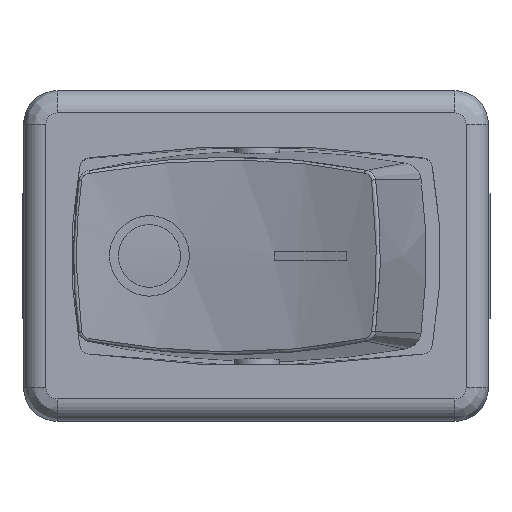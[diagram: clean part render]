
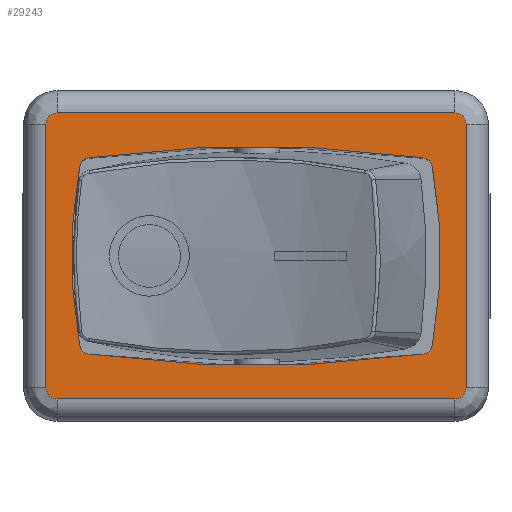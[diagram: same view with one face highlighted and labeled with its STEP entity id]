
A CAD part, top view. The second image highlights one B-rep face of the part: STEP entity #29243.
In plain terms, the highlighted planar face has unit normal (0, 0, 1).
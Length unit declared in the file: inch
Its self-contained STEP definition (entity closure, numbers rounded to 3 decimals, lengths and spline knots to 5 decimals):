
#3095=CARTESIAN_POINT('',(0.29401,0.17305,0.62992));
#3096=VERTEX_POINT('',#3095);
#3103=CARTESIAN_POINT('',(-0.29401,0.17305,0.62992));
#3104=VERTEX_POINT('',#3103);
#3105=CARTESIAN_POINT('',(0.,-1.97226,0.62992));
#3106=DIRECTION('',(0.0,0.0,-1.0));
#3107=DIRECTION('',(-0.136,-0.991,0.0));
#3108=AXIS2_PLACEMENT_3D('',#3105,#3106,#3107);
#3109=CIRCLE('',#3108,2.16535);
#3110=EDGE_CURVE('',#3104,#3096,#3109,.T.);
#3184=CARTESIAN_POINT('',(-0.29401,-0.17305,0.62992));
#3185=VERTEX_POINT('',#3184);
#3192=CARTESIAN_POINT('',(0.29401,-0.17305,0.62992));
#3193=VERTEX_POINT('',#3192);
#3194=CARTESIAN_POINT('',(0.,1.97226,0.62992));
#3195=DIRECTION('',(0.0,0.0,-1.0));
#3196=DIRECTION('',(0.136,0.991,0.0));
#3197=AXIS2_PLACEMENT_3D('',#3194,#3195,#3196);
#3198=CIRCLE('',#3197,2.16535);
#3199=EDGE_CURVE('',#3193,#3185,#3198,.T.);
#28502=CARTESIAN_POINT('',(-0.3107,0.15711,0.62992));
#28503=VERTEX_POINT('',#28502);
#28504=CARTESIAN_POINT('',(-0.29134,0.15354,0.62992));
#28505=DIRECTION('',(0.0,0.0,-1.0));
#28506=DIRECTION('',(0.136,-0.991,0.0));
#28507=AXIS2_PLACEMENT_3D('',#28504,#28505,#28506);
#28508=CIRCLE('',#28507,0.01969);
#28509=EDGE_CURVE('',#28503,#3104,#28508,.T.);
#28535=CARTESIAN_POINT('',(-0.3107,-0.15711,0.62992));
#28536=VERTEX_POINT('',#28535);
#28537=CARTESIAN_POINT('',(0.54108,0.,0.62992));
#28538=DIRECTION('',(0.0,0.0,-1.0));
#28539=DIRECTION('',(0.983,-0.181,0.0));
#28540=AXIS2_PLACEMENT_3D('',#28537,#28538,#28539);
#28541=CIRCLE('',#28540,0.86614);
#28542=EDGE_CURVE('',#28536,#28503,#28541,.T.);
#28566=CARTESIAN_POINT('',(-0.29134,-0.15354,0.62992));
#28567=DIRECTION('',(0.0,0.0,-1.0));
#28568=DIRECTION('',(0.983,0.181,0.0));
#28569=AXIS2_PLACEMENT_3D('',#28566,#28567,#28568);
#28570=CIRCLE('',#28569,0.01969);
#28571=EDGE_CURVE('',#3185,#28536,#28570,.T.);
#28592=CARTESIAN_POINT('',(0.3107,-0.15711,0.62992));
#28593=VERTEX_POINT('',#28592);
#28594=CARTESIAN_POINT('',(0.29134,-0.15354,0.62992));
#28595=DIRECTION('',(0.0,0.0,-1.0));
#28596=DIRECTION('',(-0.136,0.991,0.0));
#28597=AXIS2_PLACEMENT_3D('',#28594,#28595,#28596);
#28598=CIRCLE('',#28597,0.01969);
#28599=EDGE_CURVE('',#28593,#3193,#28598,.T.);
#28625=CARTESIAN_POINT('',(0.3107,0.15711,0.62992));
#28626=VERTEX_POINT('',#28625);
#28627=CARTESIAN_POINT('',(-0.54108,0.,0.62992));
#28628=DIRECTION('',(0.0,0.0,-1.0));
#28629=DIRECTION('',(-0.983,0.181,0.0));
#28630=AXIS2_PLACEMENT_3D('',#28627,#28628,#28629);
#28631=CIRCLE('',#28630,0.86614);
#28632=EDGE_CURVE('',#28626,#28593,#28631,.T.);
#28656=CARTESIAN_POINT('',(0.29134,0.15354,0.62992));
#28657=DIRECTION('',(0.0,0.0,-1.0));
#28658=DIRECTION('',(-0.983,-0.181,0.0));
#28659=AXIS2_PLACEMENT_3D('',#28656,#28657,#28658);
#28660=CIRCLE('',#28659,0.01969);
#28661=EDGE_CURVE('',#3096,#28626,#28660,.T.);
#28696=CARTESIAN_POINT('',(-0.37008,-0.23228,0.62992));
#28697=VERTEX_POINT('',#28696);
#28705=CARTESIAN_POINT('',(-0.37008,0.23228,0.62992));
#28706=VERTEX_POINT('',#28705);
#28707=CARTESIAN_POINT('',(-0.37008,-0.23228,0.62992));
#28708=DIRECTION('',(0.0,1.0,0.0));
#28709=VECTOR('',#28708,0.46457);
#28710=LINE('',#28707,#28709);
#28711=EDGE_CURVE('',#28697,#28706,#28710,.T.);
#28786=CARTESIAN_POINT('',(-0.35039,-0.25197,0.62992));
#28787=VERTEX_POINT('',#28786);
#28795=CARTESIAN_POINT('',(-0.35039,-0.23228,0.62992));
#28796=DIRECTION('',(0.0,0.0,-1.0));
#28797=DIRECTION('',(-0.707,-0.707,0.0));
#28798=AXIS2_PLACEMENT_3D('',#28795,#28796,#28797);
#28799=CIRCLE('',#28798,0.01969);
#28800=EDGE_CURVE('',#28787,#28697,#28799,.T.);
#28866=CARTESIAN_POINT('',(-0.35039,0.25197,0.62992));
#28867=VERTEX_POINT('',#28866);
#28885=CARTESIAN_POINT('',(-0.35039,0.23228,0.62992));
#28886=DIRECTION('',(0.0,0.0,-1.0));
#28887=DIRECTION('',(-0.707,0.707,0.0));
#28888=AXIS2_PLACEMENT_3D('',#28885,#28886,#28887);
#28889=CIRCLE('',#28888,0.01969);
#28890=EDGE_CURVE('',#28706,#28867,#28889,.T.);
#28902=CARTESIAN_POINT('',(0.35039,-0.25197,0.62992));
#28903=VERTEX_POINT('',#28902);
#28911=CARTESIAN_POINT('',(0.35039,-0.25197,0.62992));
#28912=DIRECTION('',(-1.0,0.0,0.0));
#28913=VECTOR('',#28912,0.70079);
#28914=LINE('',#28911,#28913);
#28915=EDGE_CURVE('',#28903,#28787,#28914,.T.);
#28932=CARTESIAN_POINT('',(0.35039,0.25197,0.62992));
#28933=VERTEX_POINT('',#28932);
#28950=CARTESIAN_POINT('',(-0.35039,0.25197,0.62992));
#28951=DIRECTION('',(1.0,0.0,0.0));
#28952=VECTOR('',#28951,0.70079);
#28953=LINE('',#28950,#28952);
#28954=EDGE_CURVE('',#28867,#28933,#28953,.T.);
#29014=CARTESIAN_POINT('',(0.37008,-0.23228,0.62992));
#29015=VERTEX_POINT('',#29014);
#29023=CARTESIAN_POINT('',(0.35039,-0.23228,0.62992));
#29024=DIRECTION('',(0.0,0.0,-1.0));
#29025=DIRECTION('',(0.707,-0.707,0.0));
#29026=AXIS2_PLACEMENT_3D('',#29023,#29024,#29025);
#29027=CIRCLE('',#29026,0.01969);
#29028=EDGE_CURVE('',#29015,#28903,#29027,.T.);
#29094=CARTESIAN_POINT('',(0.37008,0.23228,0.62992));
#29095=VERTEX_POINT('',#29094);
#29113=CARTESIAN_POINT('',(0.35039,0.23228,0.62992));
#29114=DIRECTION('',(0.0,0.0,-1.0));
#29115=DIRECTION('',(0.707,0.707,0.0));
#29116=AXIS2_PLACEMENT_3D('',#29113,#29114,#29115);
#29117=CIRCLE('',#29116,0.01969);
#29118=EDGE_CURVE('',#28933,#29095,#29117,.T.);
#29136=CARTESIAN_POINT('',(0.37008,0.23228,0.62992));
#29137=DIRECTION('',(0.0,-1.0,0.0));
#29138=VECTOR('',#29137,0.46457);
#29139=LINE('',#29136,#29138);
#29140=EDGE_CURVE('',#29095,#29015,#29139,.T.);
#29218=CARTESIAN_POINT('',(-0.40709,-0.27717,0.62992));
#29219=DIRECTION('',(0.0,0.0,1.0));
#29220=DIRECTION('',(1.0,0.0,0.0));
#29221=AXIS2_PLACEMENT_3D('',#29218,#29219,#29220);
#29222=PLANE('',#29221);
#29223=ORIENTED_EDGE('',*,*,#28711,.F.);
#29224=ORIENTED_EDGE('',*,*,#28800,.F.);
#29225=ORIENTED_EDGE('',*,*,#28915,.F.);
#29226=ORIENTED_EDGE('',*,*,#29028,.F.);
#29227=ORIENTED_EDGE('',*,*,#29140,.F.);
#29228=ORIENTED_EDGE('',*,*,#29118,.F.);
#29229=ORIENTED_EDGE('',*,*,#28954,.F.);
#29230=ORIENTED_EDGE('',*,*,#28890,.F.);
#29231=EDGE_LOOP('',(#29223,#29224,#29225,#29226,#29227,#29228,#29229,#29230));
#29232=FACE_OUTER_BOUND('',#29231,.T.);
#29233=ORIENTED_EDGE('',*,*,#3110,.T.);
#29234=ORIENTED_EDGE('',*,*,#28661,.T.);
#29235=ORIENTED_EDGE('',*,*,#28632,.T.);
#29236=ORIENTED_EDGE('',*,*,#28599,.T.);
#29237=ORIENTED_EDGE('',*,*,#3199,.T.);
#29238=ORIENTED_EDGE('',*,*,#28571,.T.);
#29239=ORIENTED_EDGE('',*,*,#28542,.T.);
#29240=ORIENTED_EDGE('',*,*,#28509,.T.);
#29241=EDGE_LOOP('',(#29233,#29234,#29235,#29236,#29237,#29238,#29239,#29240));
#29242=FACE_BOUND('',#29241,.T.);
#29243=ADVANCED_FACE('',(#29232,#29242),#29222,.T.);
